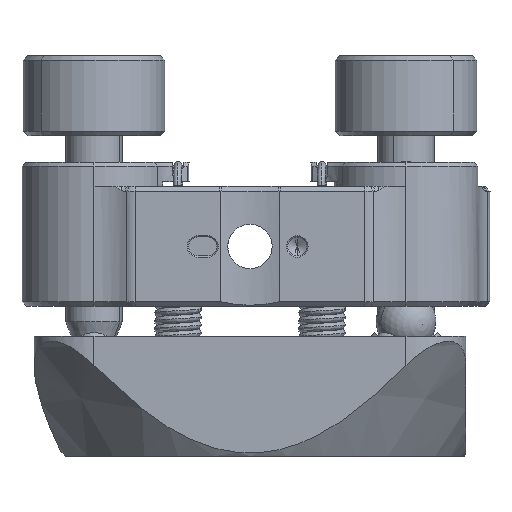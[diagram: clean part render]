
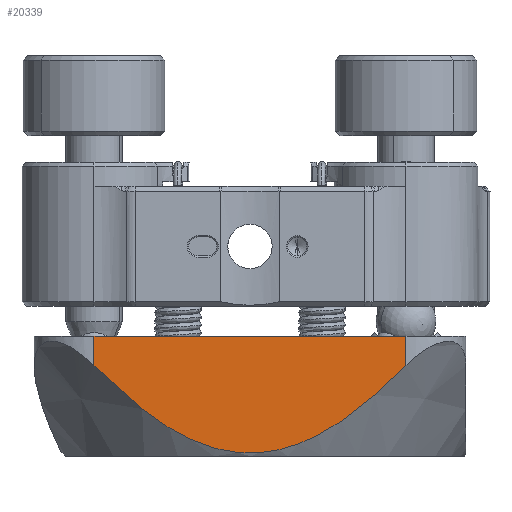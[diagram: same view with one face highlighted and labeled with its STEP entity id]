
A CAD part, left-side view. The second image highlights one B-rep face of the part: STEP entity #20339.
In plain terms, the highlighted planar face has unit normal (-1, 0, 0).
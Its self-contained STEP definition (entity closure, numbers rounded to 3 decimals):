
#252 = CARTESIAN_POINT ( 'NONE',  ( -22.86, -0.404, -25.185 ) ) ;
#412 = EDGE_CURVE ( 'NONE', #9733, #17226, #3661, .T. ) ;
#573 = CARTESIAN_POINT ( 'NONE',  ( -22.86, 9.796, -21.716 ) ) ;
#785 = CARTESIAN_POINT ( 'NONE',  ( -22.86, -11.733, -20.285 ) ) ;
#1284 = CARTESIAN_POINT ( 'NONE',  ( -22.86, 16.51, -25.527 ) ) ;
#1769 = CARTESIAN_POINT ( 'NONE',  ( -22.86, 0.82, -25.184 ) ) ;
#1870 = CARTESIAN_POINT ( 'NONE',  ( -22.86, -5.543, -24.042 ) ) ;
#2013 = VERTEX_POINT ( 'NONE', #13946 ) ;
#2193 = EDGE_CURVE ( 'NONE', #10121, #17226, #15972, .T. ) ;
#2613 = CARTESIAN_POINT ( 'NONE',  ( -22.86, -14.214, -18.192 ) ) ;
#2891 = EDGE_LOOP ( 'NONE', ( #18610, #7808, #12291, #16372 ) ) ;
#3380 = CARTESIAN_POINT ( 'NONE',  ( -22.86, -4.006, -24.602 ) ) ;
#3661 = LINE ( 'NONE', #3970, #7954 ) ;
#3970 = CARTESIAN_POINT ( 'NONE',  ( -22.86, -16.51, -12.827 ) ) ;
#3999 = CARTESIAN_POINT ( 'NONE',  ( -22.86, 16.51, -15.938 ) ) ;
#5010 = CARTESIAN_POINT ( 'NONE',  ( -22.86, 3.216, -24.801 ) ) ;
#5725 = CARTESIAN_POINT ( 'NONE',  ( -22.86, -16.51, -25.527 ) ) ;
#6725 = CARTESIAN_POINT ( 'NONE',  ( -22.86, 6.317, -23.784 ) ) ;
#6830 = CARTESIAN_POINT ( 'NONE',  ( -22.86, -6.655, -23.545 ) ) ;
#6928 = CARTESIAN_POINT ( 'NONE',  ( -22.86, 7.747, -23.031 ) ) ;
#7031 = CARTESIAN_POINT ( 'NONE',  ( -22.86, 2.82, -24.89 ) ) ;
#7134 = CARTESIAN_POINT ( 'NONE',  ( -22.86, 1.626, -25.108 ) ) ;
#7421 = DIRECTION ( 'NONE',  ( 0., -1., 0. ) ) ;
#7631 = DIRECTION ( 'NONE',  ( 0., 0., 1. ) ) ;
#7808 = ORIENTED_EDGE ( 'NONE', *, *, #14634, .T. ) ;
#7954 = VECTOR ( 'NONE', #16632, 1000. ) ;
#8317 = CARTESIAN_POINT ( 'NONE',  ( -22.86, -0.816, -25.166 ) ) ;
#8424 = CARTESIAN_POINT ( 'NONE',  ( -22.86, -6.289, -23.719 ) ) ;
#8843 = CARTESIAN_POINT ( 'NONE',  ( -22.86, -12.364, -19.774 ) ) ;
#9028 = DIRECTION ( 'NONE',  ( 1., 0., 0. ) ) ;
#9030 = LINE ( 'NONE', #5725, #20488 ) ;
#9061 = CARTESIAN_POINT ( 'NONE',  ( -22.86, -16.51, -15.938 ) ) ;
#9224 = AXIS2_PLACEMENT_3D ( 'NONE', #10432, #9028, #7421 ) ;
#9733 = VERTEX_POINT ( 'NONE', #17645 ) ;
#10039 = CARTESIAN_POINT ( 'NONE',  ( -22.86, 14.22, -18.186 ) ) ;
#10121 = VERTEX_POINT ( 'NONE', #3999 ) ;
#10280 = CARTESIAN_POINT ( 'NONE',  ( -22.86, 16.51, -12.827 ) ) ;
#10432 = CARTESIAN_POINT ( 'NONE',  ( -22.86, -16.51, -25.527 ) ) ;
#11278 = DIRECTION ( 'NONE',  ( 0., 0., 1. ) ) ;
#11539 = CARTESIAN_POINT ( 'NONE',  ( -22.86, -3.224, -24.816 ) ) ;
#12291 = ORIENTED_EDGE ( 'NONE', *, *, #19401, .T. ) ;
#12493 = CARTESIAN_POINT ( 'NONE',  ( -22.86, -10.444, -21.26 ) ) ;
#13648 = FACE_OUTER_BOUND ( 'NONE', #2891, .T. ) ;
#13675 = CARTESIAN_POINT ( 'NONE',  ( -22.86, 12.384, -19.757 ) ) ;
#13946 = CARTESIAN_POINT ( 'NONE',  ( -22.86, -16.51, -15.938 ) ) ;
#14097 = CARTESIAN_POINT ( 'NONE',  ( -22.86, -15.382, -17.082 ) ) ;
#14634 = EDGE_CURVE ( 'NONE', #10121, #2013, #18292, .T. ) ;
#14964 = CARTESIAN_POINT ( 'NONE',  ( -22.86, 10.465, -21.245 ) ) ;
#15380 = CARTESIAN_POINT ( 'NONE',  ( -22.86, -8.431, -22.592 ) ) ;
#15480 = CARTESIAN_POINT ( 'NONE',  ( -22.86, -9.785, -21.723 ) ) ;
#15972 = LINE ( 'NONE', #1284, #18586 ) ;
#16372 = ORIENTED_EDGE ( 'NONE', *, *, #412, .T. ) ;
#16453 = CARTESIAN_POINT ( 'NONE',  ( -22.86, -5.161, -24.194 ) ) ;
#16569 = CARTESIAN_POINT ( 'NONE',  ( -22.86, 4.395, -24.465 ) ) ;
#16632 = DIRECTION ( 'NONE',  ( 0., 1., 0. ) ) ;
#16871 = CARTESIAN_POINT ( 'NONE',  ( -22.86, 15.383, -17.08 ) ) ;
#17163 = PLANE ( 'NONE',  #9224 ) ;
#17226 = VERTEX_POINT ( 'NONE', #10280 ) ;
#17645 = CARTESIAN_POINT ( 'NONE',  ( -22.86, -16.51, -12.827 ) ) ;
#18283 = CARTESIAN_POINT ( 'NONE',  ( -22.86, 11.758, -20.266 ) ) ;
#18292 = B_SPLINE_CURVE_WITH_KNOTS ( 'NONE', 3,
 ( #19885, #16871, #10039, #13675, #18283, #14964, #573, #6928, #6725, #16569, #18488, #5010, #7031, #7134, #1769, #252, #8317, #19782, #19988, #11539, #3380, #16453, #1870, #8424, #6830, #20411, #15380, #15480, #12493, #785, #8843, #2613, #14097, #9061 ),
 .UNSPECIFIED., .F., .F.,
 ( 4, 2, 2, 2, 2, 2, 2, 2, 2, 2, 2, 2, 2, 2, 2, 2, 4 ),
 ( 0.082, 0.087, 0.09, 0.092, 0.097, 0.098, 0.099, 0.102, 0.103, 0.104, 0.107, 0.108, 0.109, 0.111, 0.114, 0.116, 0.121 ),
 .UNSPECIFIED. ) ;
#18488 = CARTESIAN_POINT ( 'NONE',  ( -22.86, 4.002, -24.588 ) ) ;
#18586 = VECTOR ( 'NONE', #11278, 1000. ) ;
#18610 = ORIENTED_EDGE ( 'NONE', *, *, #2193, .F. ) ;
#19401 = EDGE_CURVE ( 'NONE', #2013, #9733, #9030, .T. ) ;
#19782 = CARTESIAN_POINT ( 'NONE',  ( -22.86, -1.628, -25.091 ) ) ;
#19885 = CARTESIAN_POINT ( 'NONE',  ( -22.86, 16.51, -15.938 ) ) ;
#19988 = CARTESIAN_POINT ( 'NONE',  ( -22.86, -2.03, -25.035 ) ) ;
#20339 = ADVANCED_FACE ( 'NONE', ( #13648 ), #17163, .F. ) ;
#20411 = CARTESIAN_POINT ( 'NONE',  ( -22.86, -7.735, -22.997 ) ) ;
#20488 = VECTOR ( 'NONE', #7631, 1000. ) ;
